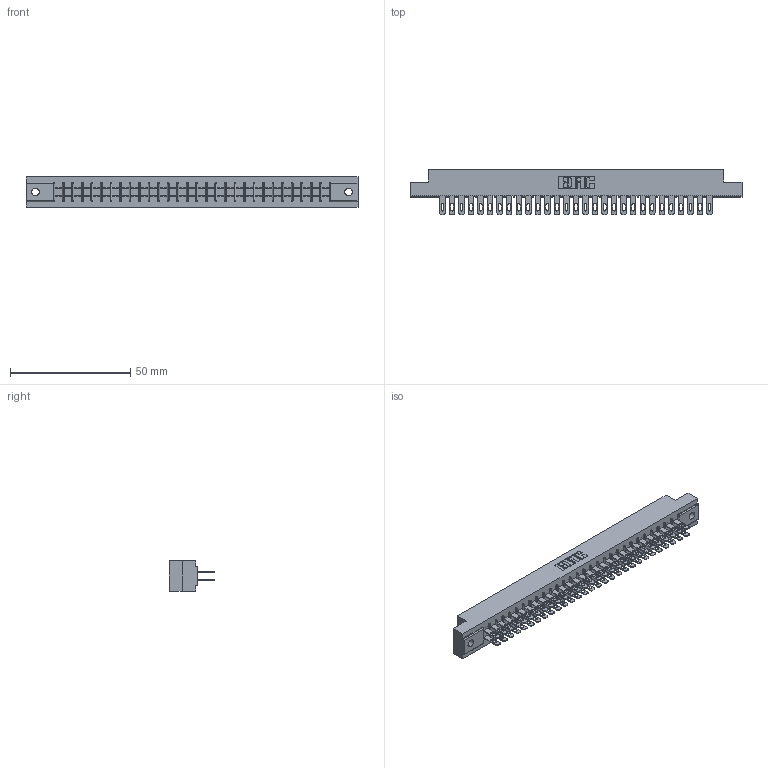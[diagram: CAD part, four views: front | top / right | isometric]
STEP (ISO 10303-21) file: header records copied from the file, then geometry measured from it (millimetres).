
FILE_DESCRIPTION (( 'STEP AP203' ), '1' );
FILE_NAME ('355-058-500-502.STEP', '2019-09-12T13:09:06', ( '' ), ( '' ), 'SwSTEP 2.0', 'SolidWorks 2016', '' );
FILE_SCHEMA (( 'CONFIG_CONTROL_DESIGN' ));
Length unit declared in the file: inch
Products named in the file (3): 305-290-001_500; 305 Part_.128 Dia; 355-058-500-502
Assembly tree (59 placements, depth 2):
  355-058-500-502
    305 Part_.128 Dia
    305-290-001_500  x58
Bounding box: 137.92 x 18.85 x 12.7 mm (x, y, z)
Volume: 14050.9 mm3; surface area: 19087.5 mm2
Topology: 59 solids, 59 shells, 3016 faces, 8639 edges, 5602 vertices
Faces by surface type: plane 1692, cylinder 1208, sphere 116
Entity records: 33006 total; most frequent: CARTESIAN_POINT 5461, ORIENTED_EDGE 5418, DIRECTION 5295, EDGE_CURVE 2709, LINE 2175, VECTOR 2175, VERTEX_POINT 1726, AXIS2_PLACEMENT_3D 1560
